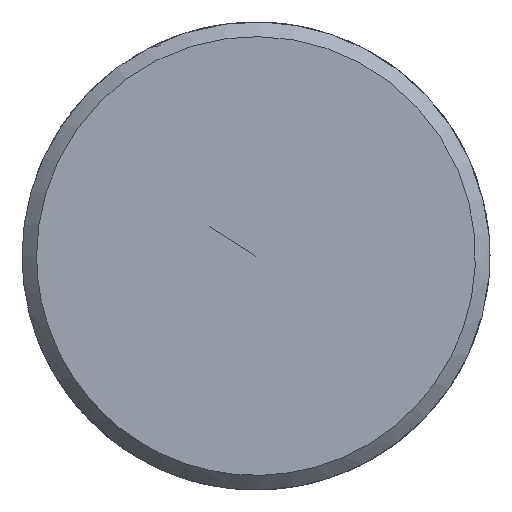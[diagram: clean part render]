
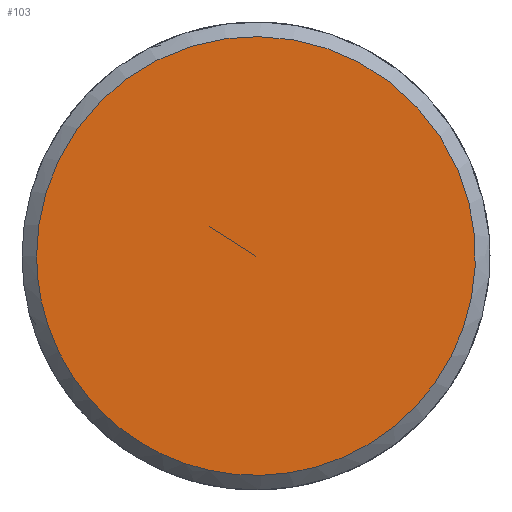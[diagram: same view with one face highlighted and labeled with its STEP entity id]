
A CAD part, left-side view. The second image highlights one B-rep face of the part: STEP entity #103.
In plain terms, the highlighted free-form (B-spline) face has degree [5, 1] with [6, 2] control points.
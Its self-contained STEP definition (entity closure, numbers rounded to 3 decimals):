
#69 = CARTESIAN_POINT ('', (-117., 0., 0.));
#70 = VERTEX_POINT ('', #69);
#71 = CARTESIAN_POINT ('', (-117., 7.5, 0.));
#72 = VERTEX_POINT ('', #71);
#73 = CARTESIAN_POINT ('', (-117., 0., 0.));
#74 = CARTESIAN_POINT ('', (-117., 7.5, 0.));
#75 = B_SPLINE_CURVE_WITH_KNOTS ('', 1, (#73, #74), .UNSPECIFIED., .F., .U., (2, 2), (0., 1.), .UNSPECIFIED.);
#76 = EDGE_CURVE ('', #70, #72, #75, .T.);
#77 = ORIENTED_EDGE ('', *, *, #76, .F.);
#78 = ORIENTED_EDGE ('', *, *, #76, .T.);
#79 = CARTESIAN_POINT ('', (-117., 7.5, 0.));
#80 = CARTESIAN_POINT ('', (-117., 7.5, 30.));
#81 = CARTESIAN_POINT ('', (-117., -22.5, 15.));
#82 = CARTESIAN_POINT ('', (-117., -22.5, -15.));
#83 = CARTESIAN_POINT ('', (-117., 7.5, -30.));
#84 = CARTESIAN_POINT ('', (-117., 7.5, 0.));
#85 = (
   BOUNDED_CURVE ()
   B_SPLINE_CURVE (5, (#79, #80, #81, #82, #83, #84), .UNSPECIFIED., .T., .U.)
   B_SPLINE_CURVE_WITH_KNOTS ((6, 6), (0., 1.), .UNSPECIFIED.)
   CURVE ()
   GEOMETRIC_REPRESENTATION_ITEM ()
   RATIONAL_B_SPLINE_CURVE ((5., 1., 1., 1., 1., 5.))
   REPRESENTATION_ITEM ('')
);
#86 = EDGE_CURVE ('', #72, #72, #85, .T.);
#87 = ORIENTED_EDGE ('', *, *, #86, .F.);
#88 = EDGE_LOOP ('', (#77, #78, #87));
#89 = FACE_OUTER_BOUND ('', #88, .T.);
#90 = CARTESIAN_POINT ('', (-117., 0., 0.));
#91 = CARTESIAN_POINT ('', (-117., 7.5, 0.));
#92 = CARTESIAN_POINT ('', (-117., 0., 0.));
#93 = CARTESIAN_POINT ('', (-117., 7.5, 30.));
#94 = CARTESIAN_POINT ('', (-117., 0., 0.));
#95 = CARTESIAN_POINT ('', (-117., -22.5, 15.));
#96 = CARTESIAN_POINT ('', (-117., 0., 0.));
#97 = CARTESIAN_POINT ('', (-117., -22.5, -15.));
#98 = CARTESIAN_POINT ('', (-117., 0., 0.));
#99 = CARTESIAN_POINT ('', (-117., 7.5, -30.));
#100 = CARTESIAN_POINT ('', (-117., 0., 0.));
#101 = CARTESIAN_POINT ('', (-117., 7.5, 0.));
#102 = (
   BOUNDED_SURFACE ()
   B_SPLINE_SURFACE (5, 1, ((#90, #91), (#92, #93), (#94, #95), (#96, #97), (#98, #99), (#100, #101)), .UNSPECIFIED., .T., .F., .U.)
   B_SPLINE_SURFACE_WITH_KNOTS ((6, 6), (2, 2), (0., 1.), (0., 1.), .UNSPECIFIED.)
   SURFACE ()
   GEOMETRIC_REPRESENTATION_ITEM ()
   RATIONAL_B_SPLINE_SURFACE (((5., 5.), (1., 1.), (1., 1.), (1., 1.), (1., 1.), (5., 5.)))
   REPRESENTATION_ITEM ('')
);
#103 = ADVANCED_FACE ('', (#89), #102, .T.);
